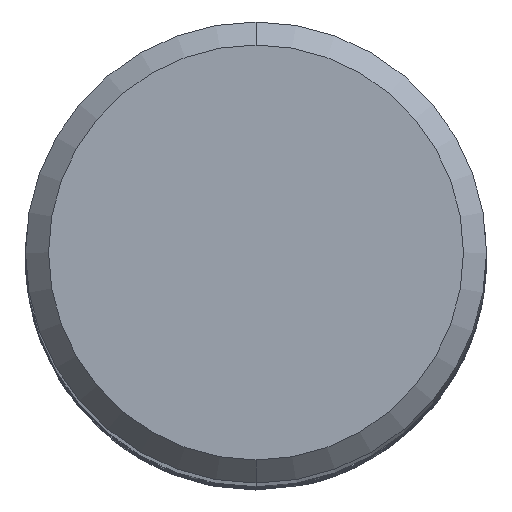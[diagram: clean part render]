
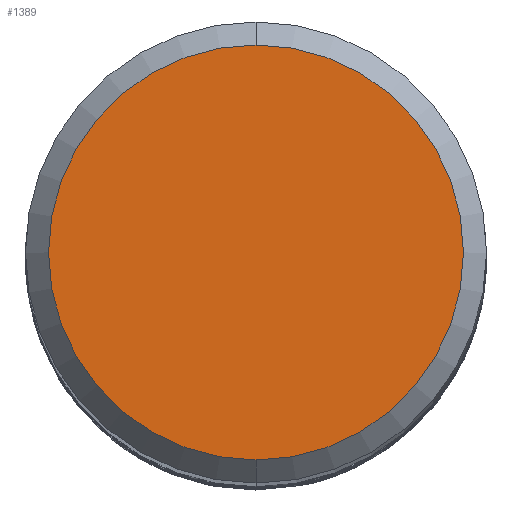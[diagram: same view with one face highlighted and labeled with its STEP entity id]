
A CAD part, top view. The second image highlights one B-rep face of the part: STEP entity #1389.
In plain terms, the highlighted planar face has unit normal (0, 0, 1).
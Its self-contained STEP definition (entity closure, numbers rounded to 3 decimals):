
#1389=ADVANCED_FACE('',(#3798),#3799,.T.);
#1863=VERTEX_POINT('',#4323);
#2629=EDGE_CURVE('',#1863,#3465,#5143,.T.);
#3237=EDGE_CURVE('',#3465,#1863,#5812,.T.);
#3465=VERTEX_POINT('',#6058);
#3798=FACE_OUTER_BOUND('',#7969,.T.);
#3799=PLANE('',#7970);
#4323=CARTESIAN_POINT('',(0.,-4.5,0.0));
#5143=CIRCLE('',#23057,4.5);
#5812=CIRCLE('',#29018,4.5);
#6058=CARTESIAN_POINT('',(0.0,4.5,0.0));
#7969=EDGE_LOOP('',(#34004,#34005));
#7970=AXIS2_PLACEMENT_3D('',#34006,#34007,#34008);
#23057=AXIS2_PLACEMENT_3D('',#35385,#35386,#35387);
#29018=AXIS2_PLACEMENT_3D('',#36176,#36177,#36178);
#34004=ORIENTED_EDGE('',*,*,#3237,.F.);
#34005=ORIENTED_EDGE('',*,*,#2629,.F.);
#34006=CARTESIAN_POINT('',(0.0,2.25,0.0));
#34007=DIRECTION('',(-0.0,0.0,1.0));
#34008=DIRECTION('',(0.0,-1.0,0.0));
#35385=CARTESIAN_POINT('',(0.0,0.0,0.0));
#35386=DIRECTION('',(0.0,0.0,-1.0));
#35387=DIRECTION('',(0.0,1.0,0.0));
#36176=CARTESIAN_POINT('',(0.0,0.0,0.0));
#36177=DIRECTION('',(0.0,0.0,-1.0));
#36178=DIRECTION('',(0.0,1.0,0.0));
